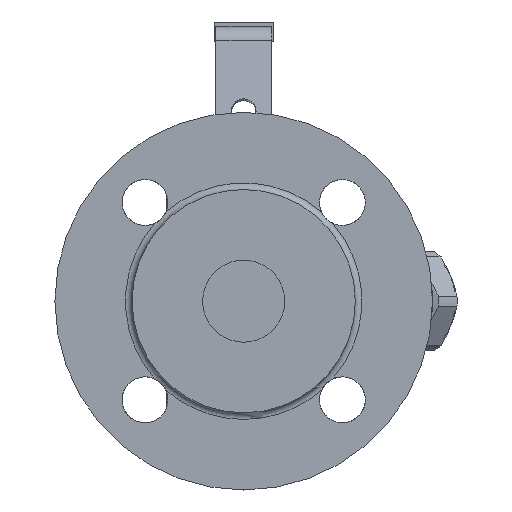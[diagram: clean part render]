
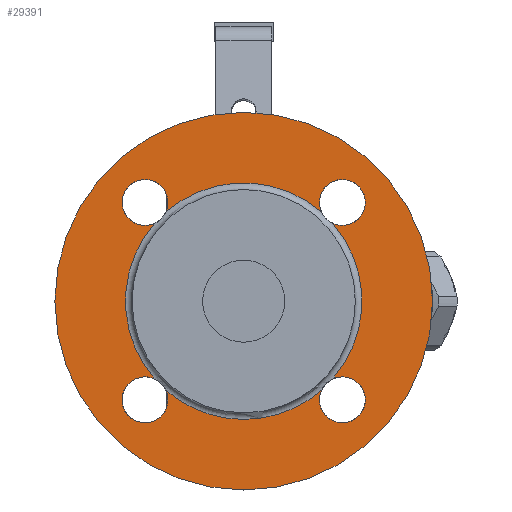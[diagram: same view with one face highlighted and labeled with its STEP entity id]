
A CAD part, left-side view. The second image highlights one B-rep face of the part: STEP entity #29391.
In plain terms, the highlighted planar face has unit normal (-1, 0, 0).
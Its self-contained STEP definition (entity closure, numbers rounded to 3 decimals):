
#6156=FACE_BOUND('',#8183,.T.);
#6349=FACE_OUTER_BOUND('',#8182,.T.);
#8182=EDGE_LOOP('',(#19656,#19657));
#8183=EDGE_LOOP('',(#19658,#19659,#19660,#19661,#19662,#19663,#19664,#19665,
#19666,#19667,#19668,#19669,#19670));
#10186=CIRCLE('',#31316,36.);
#10187=CIRCLE('',#31317,36.);
#10188=CIRCLE('',#31318,36.);
#10189=CIRCLE('',#31319,36.);
#10190=CIRCLE('',#31320,36.);
#10191=CIRCLE('',#31322,7.);
#10192=CIRCLE('',#31323,7.);
#10193=CIRCLE('',#31325,7.);
#10194=CIRCLE('',#31326,7.);
#10195=CIRCLE('',#31328,7.);
#10196=CIRCLE('',#31329,7.);
#10197=CIRCLE('',#31331,7.);
#10198=CIRCLE('',#31332,7.);
#10201=CIRCLE('',#31337,57.5);
#10202=CIRCLE('',#31338,57.5);
#11969=VERTEX_POINT('',#43928);
#11970=VERTEX_POINT('',#43930);
#11971=VERTEX_POINT('',#43932);
#11972=VERTEX_POINT('',#43953);
#11973=VERTEX_POINT('',#43955);
#11974=VERTEX_POINT('',#43976);
#11975=VERTEX_POINT('',#43978);
#11976=VERTEX_POINT('',#43999);
#11977=VERTEX_POINT('',#44001);
#11978=VERTEX_POINT('',#44024);
#11979=VERTEX_POINT('',#44029);
#11980=VERTEX_POINT('',#44034);
#11981=VERTEX_POINT('',#44039);
#11984=VERTEX_POINT('',#44050);
#11985=VERTEX_POINT('',#44052);
#14867=EDGE_CURVE('',#11969,#11970,#10186,.T.);
#14869=EDGE_CURVE('',#11971,#11972,#10187,.T.);
#14871=EDGE_CURVE('',#11973,#11974,#10188,.T.);
#14873=EDGE_CURVE('',#11975,#11976,#10189,.T.);
#14875=EDGE_CURVE('',#11977,#11969,#10190,.T.);
#14876=EDGE_CURVE('',#11973,#11978,#10191,.T.);
#14877=EDGE_CURVE('',#11978,#11972,#10192,.T.);
#14879=EDGE_CURVE('',#11975,#11979,#10193,.T.);
#14880=EDGE_CURVE('',#11979,#11974,#10194,.T.);
#14882=EDGE_CURVE('',#11977,#11980,#10195,.T.);
#14883=EDGE_CURVE('',#11980,#11976,#10196,.T.);
#14885=EDGE_CURVE('',#11971,#11981,#10197,.T.);
#14886=EDGE_CURVE('',#11981,#11970,#10198,.T.);
#14892=EDGE_CURVE('',#11984,#11985,#10201,.T.);
#14893=EDGE_CURVE('',#11985,#11984,#10202,.T.);
#19656=ORIENTED_EDGE('',*,*,#14893,.F.);
#19657=ORIENTED_EDGE('',*,*,#14892,.F.);
#19658=ORIENTED_EDGE('',*,*,#14873,.F.);
#19659=ORIENTED_EDGE('',*,*,#14879,.T.);
#19660=ORIENTED_EDGE('',*,*,#14880,.T.);
#19661=ORIENTED_EDGE('',*,*,#14871,.F.);
#19662=ORIENTED_EDGE('',*,*,#14876,.T.);
#19663=ORIENTED_EDGE('',*,*,#14877,.T.);
#19664=ORIENTED_EDGE('',*,*,#14869,.F.);
#19665=ORIENTED_EDGE('',*,*,#14885,.T.);
#19666=ORIENTED_EDGE('',*,*,#14886,.T.);
#19667=ORIENTED_EDGE('',*,*,#14867,.F.);
#19668=ORIENTED_EDGE('',*,*,#14875,.F.);
#19669=ORIENTED_EDGE('',*,*,#14882,.T.);
#19670=ORIENTED_EDGE('',*,*,#14883,.T.);
#28682=PLANE('',#31340);
#29391=ADVANCED_FACE('',(#6349,#6156),#28682,.F.);
#31316=AXIS2_PLACEMENT_3D('',#43931,#35062,#35063);
#31317=AXIS2_PLACEMENT_3D('',#43954,#35064,#35065);
#31318=AXIS2_PLACEMENT_3D('',#43977,#35066,#35067);
#31319=AXIS2_PLACEMENT_3D('',#44000,#35068,#35069);
#31320=AXIS2_PLACEMENT_3D('',#44022,#35070,#35071);
#31322=AXIS2_PLACEMENT_3D('',#44025,#35074,#35075);
#31323=AXIS2_PLACEMENT_3D('',#44026,#35076,#35077);
#31325=AXIS2_PLACEMENT_3D('',#44030,#35081,#35082);
#31326=AXIS2_PLACEMENT_3D('',#44031,#35083,#35084);
#31328=AXIS2_PLACEMENT_3D('',#44035,#35088,#35089);
#31329=AXIS2_PLACEMENT_3D('',#44036,#35090,#35091);
#31331=AXIS2_PLACEMENT_3D('',#44040,#35095,#35096);
#31332=AXIS2_PLACEMENT_3D('',#44041,#35097,#35098);
#31337=AXIS2_PLACEMENT_3D('',#44053,#35110,#35111);
#31338=AXIS2_PLACEMENT_3D('',#44054,#35112,#35113);
#31340=AXIS2_PLACEMENT_3D('',#44056,#35116,#35117);
#35062=DIRECTION('center_axis',(-1.,0.,0.));
#35063=DIRECTION('ref_axis',(0.,0.,
1.));
#35064=DIRECTION('center_axis',(-1.,0.,0.));
#35065=DIRECTION('ref_axis',(0.,0.,
1.));
#35066=DIRECTION('center_axis',(-1.,0.,0.));
#35067=DIRECTION('ref_axis',(0.,0.,
1.));
#35068=DIRECTION('center_axis',(-1.,0.,0.));
#35069=DIRECTION('ref_axis',(0.,0.,
1.));
#35070=DIRECTION('center_axis',(-1.,0.,0.));
#35071=DIRECTION('ref_axis',(0.,0.,
1.));
#35074=DIRECTION('center_axis',(1.,0.,0.));
#35075=DIRECTION('ref_axis',(0.,-1.,0.));
#35076=DIRECTION('center_axis',(1.,0.,0.));
#35077=DIRECTION('ref_axis',(0.,-1.,0.));
#35081=DIRECTION('center_axis',(1.,0.,0.));
#35082=DIRECTION('ref_axis',(0.,0.,
1.));
#35083=DIRECTION('center_axis',(1.,0.,0.));
#35084=DIRECTION('ref_axis',(0.,0.,
1.));
#35088=DIRECTION('center_axis',(1.,0.,0.));
#35089=DIRECTION('ref_axis',(0.,1.,0.));
#35090=DIRECTION('center_axis',(1.,0.,0.));
#35091=DIRECTION('ref_axis',(0.,1.,0.));
#35095=DIRECTION('center_axis',(1.,0.,0.));
#35096=DIRECTION('ref_axis',(0.,0.,-1.));
#35097=DIRECTION('center_axis',(1.,0.,0.));
#35098=DIRECTION('ref_axis',(0.,0.,-1.));
#35110=DIRECTION('center_axis',(1.,0.,0.));
#35111=DIRECTION('ref_axis',(0.,0.,
1.));
#35112=DIRECTION('center_axis',(1.,0.,0.));
#35113=DIRECTION('ref_axis',(0.,0.,
1.));
#35116=DIRECTION('center_axis',(1.,0.,0.));
#35117=DIRECTION('ref_axis',(0.,0.,
1.));
#43928=CARTESIAN_POINT('',(-282.835,29.163,-35.75));
#43930=CARTESIAN_POINT('',(-282.835,5.453,-26.84));
#43931=CARTESIAN_POINT('Origin',(-282.835,29.163,0.25));
#43932=CARTESIAN_POINT('',(-282.835,2.073,-23.46));
#43953=CARTESIAN_POINT('',(-282.835,2.073,23.96));
#43954=CARTESIAN_POINT('Origin',(-282.835,29.163,0.25));
#43955=CARTESIAN_POINT('',(-282.835,5.453,27.34));
#43976=CARTESIAN_POINT('',(-282.835,52.873,27.34));
#43977=CARTESIAN_POINT('Origin',(-282.835,29.163,0.25));
#43978=CARTESIAN_POINT('',(-282.835,56.252,23.96));
#43999=CARTESIAN_POINT('',(-282.835,56.252,-23.46));
#44000=CARTESIAN_POINT('Origin',(-282.835,29.163,0.25));
#44001=CARTESIAN_POINT('',(-282.835,52.873,-26.84));
#44022=CARTESIAN_POINT('Origin',(-282.835,29.163,0.25));
#44024=CARTESIAN_POINT('',(-282.835,6.111,30.302));
#44025=CARTESIAN_POINT('Origin',(-282.835,-0.889,30.302));
#44026=CARTESIAN_POINT('Origin',(-282.835,-0.889,30.302));
#44029=CARTESIAN_POINT('',(-282.835,59.215,23.302));
#44030=CARTESIAN_POINT('Origin',(-282.835,59.215,30.302));
#44031=CARTESIAN_POINT('Origin',(-282.835,59.215,30.302));
#44034=CARTESIAN_POINT('',(-282.835,52.215,-29.802));
#44035=CARTESIAN_POINT('Origin',(-282.835,59.215,-29.802));
#44036=CARTESIAN_POINT('Origin',(-282.835,59.215,-29.802));
#44039=CARTESIAN_POINT('',(-282.835,-0.889,-22.802));
#44040=CARTESIAN_POINT('Origin',(-282.835,-0.889,-29.802));
#44041=CARTESIAN_POINT('Origin',(-282.835,-0.889,-29.802));
#44050=CARTESIAN_POINT('',(-282.835,29.163,-57.25));
#44052=CARTESIAN_POINT('',(-282.835,29.163,57.75));
#44053=CARTESIAN_POINT('Origin',(-282.835,29.163,0.25));
#44054=CARTESIAN_POINT('Origin',(-282.835,29.163,0.25));
#44056=CARTESIAN_POINT('Origin',(-282.835,29.163,0.25));
